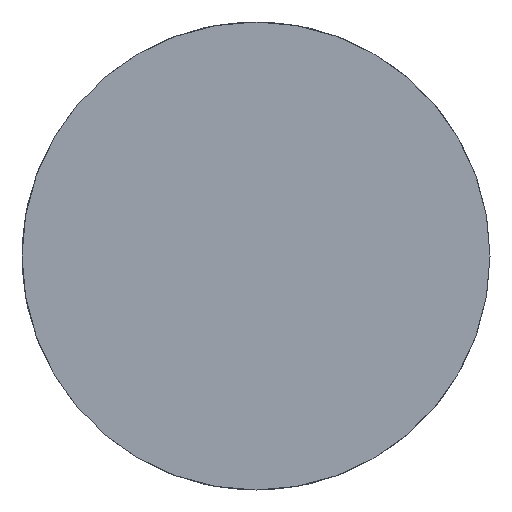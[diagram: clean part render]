
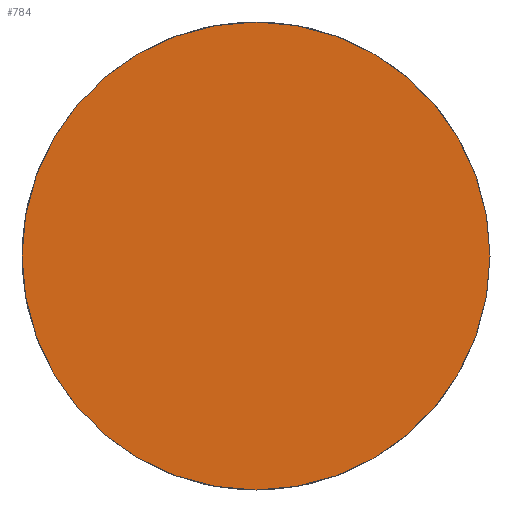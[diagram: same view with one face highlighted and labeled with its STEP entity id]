
A CAD part, front view. The second image highlights one B-rep face of the part: STEP entity #784.
In plain terms, the highlighted planar face has unit normal (0, -1, 0).
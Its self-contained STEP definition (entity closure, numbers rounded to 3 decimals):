
#52=PLANE('',#871);
#92=FACE_OUTER_BOUND('',#139,.T.);
#139=EDGE_LOOP('',(#715));
#203=CIRCLE('',#868,15.);
#383=VERTEX_POINT('',#3523);
#494=EDGE_CURVE('',#383,#383,#203,.T.);
#715=ORIENTED_EDGE('',*,*,#494,.F.);
#784=ADVANCED_FACE('',(#92),#52,.F.);
#868=AXIS2_PLACEMENT_3D('',#3525,#1033,#1034);
#871=AXIS2_PLACEMENT_3D('',#3528,#1039,#1040);
#1033=DIRECTION('center_axis',(0.,1.,0.));
#1034=DIRECTION('ref_axis',(-1.,0.,0.));
#1039=DIRECTION('center_axis',(0.,1.,0.));
#1040=DIRECTION('ref_axis',(0.,0.,1.));
#3523=CARTESIAN_POINT('',(15.,0.,0.));
#3525=CARTESIAN_POINT('Origin',(0.,0.,0.));
#3528=CARTESIAN_POINT('Origin',(0.,0.,0.));
